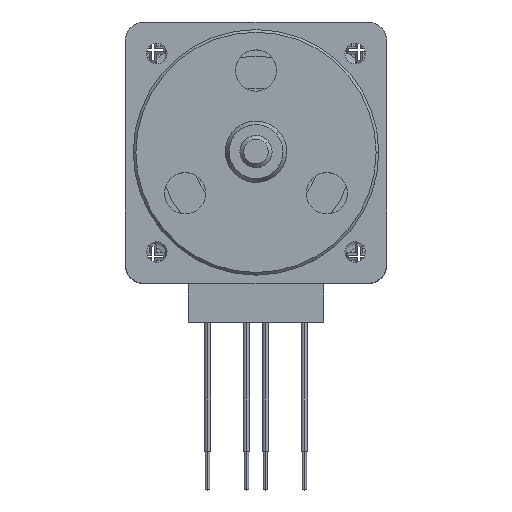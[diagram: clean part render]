
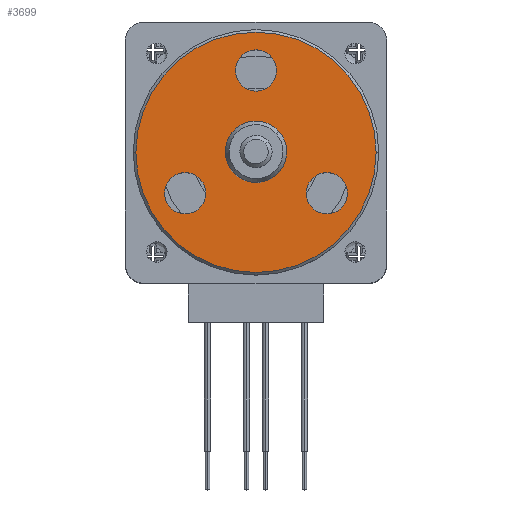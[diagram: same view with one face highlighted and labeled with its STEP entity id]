
A CAD part, top view. The second image highlights one B-rep face of the part: STEP entity #3699.
In plain terms, the highlighted planar face has unit normal (0, 0, 1).
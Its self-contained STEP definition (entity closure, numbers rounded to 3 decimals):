
#1 = CARTESIAN_POINT ( 'NONE',  ( -9.008, 0.076, 56.1 ) ) ;
#70 = ORIENTED_EDGE ( 'NONE', *, *, #6566, .T. ) ;
#98 = AXIS2_PLACEMENT_3D ( 'NONE', #889, #866, #835 ) ;
#144 = EDGE_CURVE ( 'NONE', #5597, #5440, #3447, .T. ) ;
#267 = ORIENTED_EDGE ( 'NONE', *, *, #567, .T. ) ;
#428 = AXIS2_PLACEMENT_3D ( 'NONE', #2441, #6441, #3023 ) ;
#467 = AXIS2_PLACEMENT_3D ( 'NONE', #4196, #654, #4774 ) ;
#567 = EDGE_CURVE ( 'NONE', #1222, #3742, #6990, .T. ) ;
#654 = DIRECTION ( 'NONE',  ( 0., 0., -1. ) ) ;
#683 = EDGE_LOOP ( 'NONE', ( #2913, #2832 ) ) ;
#810 = CARTESIAN_POINT ( 'NONE',  ( -7.408, 0.076, 56.1 ) ) ;
#816 = AXIS2_PLACEMENT_3D ( 'NONE', #1393, #5483, #1995 ) ;
#835 = DIRECTION ( 'NONE',  ( -1., 0., 0. ) ) ;
#847 = DIRECTION ( 'NONE',  ( 0., 0., -1. ) ) ;
#866 = DIRECTION ( 'NONE',  ( 0., 0., -1. ) ) ;
#889 = CARTESIAN_POINT ( 'NONE',  ( 3.59, 0.076, 56.1 ) ) ;
#963 = VERTEX_POINT ( 'NONE', #7238 ) ;
#1222 = VERTEX_POINT ( 'NONE', #5668 ) ;
#1393 = CARTESIAN_POINT ( 'NONE',  ( -7.408, 0.076, 56.1 ) ) ;
#1421 = DIRECTION ( 'NONE',  ( -1., 0., 0. ) ) ;
#1513 = EDGE_CURVE ( 'NONE', #963, #3095, #6570, .T. ) ;
#1595 = CARTESIAN_POINT ( 'NONE',  ( -11.234, 3.251, 56.1 ) ) ;
#1639 = DIRECTION ( 'NONE',  ( 0., 0., -1. ) ) ;
#1829 = CARTESIAN_POINT ( 'NONE',  ( 1.99, 0.076, 56.1 ) ) ;
#1995 = DIRECTION ( 'NONE',  ( -1., 0., 0. ) ) ;
#2050 = FACE_BOUND ( 'NONE', #5014, .T. ) ;
#2270 = CARTESIAN_POINT ( 'NONE',  ( -1.909, 3.251, 56.1 ) ) ;
#2301 = CIRCLE ( 'NONE', #6704, 1.55 ) ;
#2441 = CARTESIAN_POINT ( 'NONE',  ( -1.909, 3.251, 56.1 ) ) ;
#2451 = EDGE_CURVE ( 'NONE', #3742, #1222, #6906, .T. ) ;
#2623 = CARTESIAN_POINT ( 'NONE',  ( -3.459, 3.251, 56.1 ) ) ;
#2652 = EDGE_LOOP ( 'NONE', ( #70, #3462 ) ) ;
#2761 = ORIENTED_EDGE ( 'NONE', *, *, #1513, .T. ) ;
#2832 = ORIENTED_EDGE ( 'NONE', *, *, #6982, .T. ) ;
#2855 = DIRECTION ( 'NONE',  ( -1., 0., 0. ) ) ;
#2882 = CIRCLE ( 'NONE', #4117, 1.6 ) ;
#2910 = EDGE_CURVE ( 'NONE', #5041, #6684, #2882, .T. ) ;
#2913 = ORIENTED_EDGE ( 'NONE', *, *, #2925, .T. ) ;
#2925 = EDGE_CURVE ( 'NONE', #2950, #5914, #5610, .T. ) ;
#2950 = VERTEX_POINT ( 'NONE', #2623 ) ;
#3015 = CARTESIAN_POINT ( 'NONE',  ( 3.59, 0.076, 56.1 ) ) ;
#3023 = DIRECTION ( 'NONE',  ( -1., 0., 0. ) ) ;
#3095 = VERTEX_POINT ( 'NONE', #1595 ) ;
#3218 = CARTESIAN_POINT ( 'NONE',  ( 5.19, 0.076, 56.1 ) ) ;
#3346 = DIRECTION ( 'NONE',  ( 0., 0., -1. ) ) ;
#3447 = CIRCLE ( 'NONE', #98, 1.6 ) ;
#3462 = ORIENTED_EDGE ( 'NONE', *, *, #144, .T. ) ;
#3584 = ORIENTED_EDGE ( 'NONE', *, *, #5525, .T. ) ;
#3590 = FACE_BOUND ( 'NONE', #3917, .T. ) ;
#3598 = DIRECTION ( 'NONE',  ( -1., 0., 0. ) ) ;
#3699 = ADVANCED_FACE ( 'NONE', ( #6800, #3785, #5143, #3590, #2050 ), #5173, .F. ) ;
#3742 = VERTEX_POINT ( 'NONE', #5780 ) ;
#3785 = FACE_OUTER_BOUND ( 'NONE', #5889, .T. ) ;
#3833 = CARTESIAN_POINT ( 'NONE',  ( -1.909, 9.601, 56.1 ) ) ;
#3917 = EDGE_LOOP ( 'NONE', ( #5823, #3584 ) ) ;
#3991 = DIRECTION ( 'NONE',  ( -1., 0., 0. ) ) ;
#4044 = DIRECTION ( 'NONE',  ( 0., 0., 1. ) ) ;
#4057 = CIRCLE ( 'NONE', #816, 1.6 ) ;
#4070 = CARTESIAN_POINT ( 'NONE',  ( -1.909, 3.251, 56.1 ) ) ;
#4084 = CARTESIAN_POINT ( 'NONE',  ( -0.359, 3.251, 56.1 ) ) ;
#4117 = AXIS2_PLACEMENT_3D ( 'NONE', #810, #4935, #1421 ) ;
#4183 = AXIS2_PLACEMENT_3D ( 'NONE', #3015, #6992, #3598 ) ;
#4196 = CARTESIAN_POINT ( 'NONE',  ( -1.909, 9.601, 56.1 ) ) ;
#4348 = ORIENTED_EDGE ( 'NONE', *, *, #2451, .T. ) ;
#4350 = CARTESIAN_POINT ( 'NONE',  ( -5.808, 0.076, 56.1 ) ) ;
#4374 = CARTESIAN_POINT ( 'NONE',  ( -1.909, 3.251, 56.1 ) ) ;
#4545 = EDGE_CURVE ( 'NONE', #3095, #963, #6947, .T. ) ;
#4693 = AXIS2_PLACEMENT_3D ( 'NONE', #3833, #3346, #6764 ) ;
#4774 = DIRECTION ( 'NONE',  ( -1., 0., 0. ) ) ;
#4914 = AXIS2_PLACEMENT_3D ( 'NONE', #4374, #847, #4961 ) ;
#4935 = DIRECTION ( 'NONE',  ( 0., 0., -1. ) ) ;
#4961 = DIRECTION ( 'NONE',  ( -1., 0., 0. ) ) ;
#5014 = EDGE_LOOP ( 'NONE', ( #267, #4348 ) ) ;
#5041 = VERTEX_POINT ( 'NONE', #1 ) ;
#5143 = FACE_BOUND ( 'NONE', #2652, .T. ) ;
#5150 = CARTESIAN_POINT ( 'NONE',  ( -1.909, 3.251, 56.1 ) ) ;
#5173 = PLANE ( 'NONE',  #6743 ) ;
#5440 = VERTEX_POINT ( 'NONE', #1829 ) ;
#5483 = DIRECTION ( 'NONE',  ( 0., 0., -1. ) ) ;
#5525 = EDGE_CURVE ( 'NONE', #6684, #5041, #4057, .T. ) ;
#5529 = AXIS2_PLACEMENT_3D ( 'NONE', #4070, #4044, #3991 ) ;
#5597 = VERTEX_POINT ( 'NONE', #3218 ) ;
#5610 = CIRCLE ( 'NONE', #4914, 1.55 ) ;
#5668 = CARTESIAN_POINT ( 'NONE',  ( -3.509, 9.601, 56.1 ) ) ;
#5711 = DIRECTION ( 'NONE',  ( -1., 0., 0. ) ) ;
#5780 = CARTESIAN_POINT ( 'NONE',  ( -0.309, 9.601, 56.1 ) ) ;
#5823 = ORIENTED_EDGE ( 'NONE', *, *, #2910, .T. ) ;
#5889 = EDGE_LOOP ( 'NONE', ( #7171, #2761 ) ) ;
#5914 = VERTEX_POINT ( 'NONE', #4084 ) ;
#6285 = DIRECTION ( 'NONE',  ( 0., 0., -1. ) ) ;
#6338 = CIRCLE ( 'NONE', #4183, 1.6 ) ;
#6441 = DIRECTION ( 'NONE',  ( 0., 0., 1. ) ) ;
#6566 = EDGE_CURVE ( 'NONE', #5440, #5597, #6338, .T. ) ;
#6570 = CIRCLE ( 'NONE', #5529, 9.325 ) ;
#6684 = VERTEX_POINT ( 'NONE', #4350 ) ;
#6704 = AXIS2_PLACEMENT_3D ( 'NONE', #5150, #1639, #5711 ) ;
#6743 = AXIS2_PLACEMENT_3D ( 'NONE', #2270, #6285, #2855 ) ;
#6764 = DIRECTION ( 'NONE',  ( -1., 0., 0. ) ) ;
#6800 = FACE_BOUND ( 'NONE', #683, .T. ) ;
#6906 = CIRCLE ( 'NONE', #467, 1.6 ) ;
#6947 = CIRCLE ( 'NONE', #428, 9.325 ) ;
#6982 = EDGE_CURVE ( 'NONE', #5914, #2950, #2301, .T. ) ;
#6990 = CIRCLE ( 'NONE', #4693, 1.6 ) ;
#6992 = DIRECTION ( 'NONE',  ( 0., 0., -1. ) ) ;
#7171 = ORIENTED_EDGE ( 'NONE', *, *, #4545, .T. ) ;
#7238 = CARTESIAN_POINT ( 'NONE',  ( 7.416, 3.251, 56.1 ) ) ;
